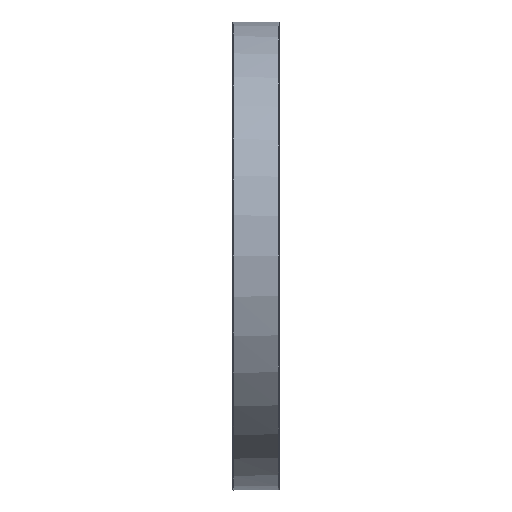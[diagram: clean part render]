
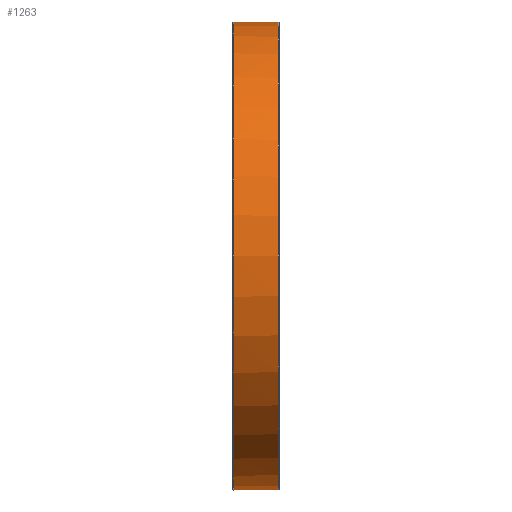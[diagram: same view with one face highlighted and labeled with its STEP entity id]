
A CAD part, front view. The second image highlights one B-rep face of the part: STEP entity #1263.
In plain terms, the highlighted cylindrical face has radius 126.5 mm (diameter 253 mm), a full revolution.
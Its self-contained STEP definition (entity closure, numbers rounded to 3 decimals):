
#685=CARTESIAN_POINT('',(24.5,-1.658,-126.489));
#686=VERTEX_POINT('',#685);
#702=CARTESIAN_POINT('',(24.5,1.658,-126.489));
#703=VERTEX_POINT('',#702);
#704=CARTESIAN_POINT('',(24.5,1.658,-126.489));
#705=CARTESIAN_POINT('',(24.327,1.397,-126.493));
#706=CARTESIAN_POINT('',(24.192,1.103,-126.496));
#707=CARTESIAN_POINT('',(24.108,0.799,-126.497));
#708=CARTESIAN_POINT('',(24.051,0.592,-126.499));
#709=CARTESIAN_POINT('',(24.017,0.38,-126.5));
#710=CARTESIAN_POINT('',(24.005,0.173,-126.5));
#711=CARTESIAN_POINT('',(23.995,-0.003,-126.5));
#712=CARTESIAN_POINT('',(24.,-0.175,-126.5));
#713=CARTESIAN_POINT('',(24.021,-0.353,-126.5));
#714=CARTESIAN_POINT('',(24.068,-0.747,-126.498));
#715=CARTESIAN_POINT('',(24.199,-1.148,-126.495));
#716=CARTESIAN_POINT('',(24.401,-1.499,-126.491));
#717=CARTESIAN_POINT('',(24.433,-1.553,-126.49));
#718=CARTESIAN_POINT('',(24.466,-1.606,-126.49));
#719=CARTESIAN_POINT('',(24.5,-1.658,-126.489));
#720=B_SPLINE_CURVE_WITH_KNOTS('',3,(#704,#705,#706,#707,#708,#709,#710,#711,#712,#713,#714,#715,#716,#717,#718,#719),.UNSPECIFIED.,.F.,.U.,(4,3,3,3,3,4),(0.284,0.374,0.435,0.487,0.602,0.62),.UNSPECIFIED.);
#721=EDGE_CURVE('',#703,#686,#720,.T.);
#1002=CARTESIAN_POINT('',(24.5,1.658,126.489));
#1003=VERTEX_POINT('',#1002);
#1004=CARTESIAN_POINT('',(24.5,0.0,0.0));
#1005=DIRECTION('',(1.0,0.0,0.0));
#1006=DIRECTION('',(0.0,-1.0,0.0));
#1007=AXIS2_PLACEMENT_3D('',#1004,#1005,#1006);
#1008=CIRCLE('',#1007,126.5);
#1009=EDGE_CURVE('',#703,#1003,#1008,.T.);
#1046=CARTESIAN_POINT('',(24.5,-1.658,126.489));
#1047=VERTEX_POINT('',#1046);
#1048=CARTESIAN_POINT('',(24.5,-1.658,126.489));
#1049=CARTESIAN_POINT('',(24.327,-1.397,126.493));
#1050=CARTESIAN_POINT('',(24.192,-1.103,126.496));
#1051=CARTESIAN_POINT('',(24.108,-0.799,126.497));
#1052=CARTESIAN_POINT('',(24.051,-0.592,126.499));
#1053=CARTESIAN_POINT('',(24.017,-0.38,126.5));
#1054=CARTESIAN_POINT('',(24.005,-0.173,126.5));
#1055=CARTESIAN_POINT('',(23.995,0.003,126.5));
#1056=CARTESIAN_POINT('',(24.,0.175,126.5));
#1057=CARTESIAN_POINT('',(24.021,0.353,126.5));
#1058=CARTESIAN_POINT('',(24.068,0.747,126.498));
#1059=CARTESIAN_POINT('',(24.199,1.148,126.495));
#1060=CARTESIAN_POINT('',(24.401,1.499,126.491));
#1061=CARTESIAN_POINT('',(24.433,1.553,126.49));
#1062=CARTESIAN_POINT('',(24.466,1.606,126.49));
#1063=CARTESIAN_POINT('',(24.5,1.658,126.489));
#1064=B_SPLINE_CURVE_WITH_KNOTS('',3,(#1048,#1049,#1050,#1051,#1052,#1053,#1054,#1055,#1056,#1057,#1058,#1059,#1060,#1061,#1062,#1063),.UNSPECIFIED.,.F.,.U.,(4,3,3,3,3,4),(0.284,0.374,0.435,0.487,0.602,0.62),.UNSPECIFIED.);
#1065=EDGE_CURVE('',#1047,#1003,#1064,.T.);
#1235=CARTESIAN_POINT('',(12.5,0.0,0.0));
#1236=DIRECTION('',(1.0,0.0,0.0));
#1237=DIRECTION('',(0.0,1.0,0.0));
#1238=AXIS2_PLACEMENT_3D('',#1235,#1236,#1237);
#1239=CYLINDRICAL_SURFACE('',#1238,126.5);
#1240=ORIENTED_EDGE('',*,*,#721,.T.);
#1241=CARTESIAN_POINT('',(24.5,0.0,0.0));
#1242=DIRECTION('',(1.0,0.0,0.0));
#1243=DIRECTION('',(0.0,-1.0,0.0));
#1244=AXIS2_PLACEMENT_3D('',#1241,#1242,#1243);
#1245=CIRCLE('',#1244,126.5);
#1246=EDGE_CURVE('',#1047,#686,#1245,.T.);
#1247=ORIENTED_EDGE('',*,*,#1246,.F.);
#1248=ORIENTED_EDGE('',*,*,#1065,.T.);
#1249=ORIENTED_EDGE('',*,*,#1009,.F.);
#1250=EDGE_LOOP('',(#1240,#1247,#1248,#1249));
#1251=FACE_OUTER_BOUND('',#1250,.T.);
#1252=CARTESIAN_POINT('',(0.5,126.5,0.));
#1253=VERTEX_POINT('',#1252);
#1254=CARTESIAN_POINT('',(0.5,0.0,0.0));
#1255=DIRECTION('',(-1.0,0.0,0.0));
#1256=DIRECTION('',(0.0,-1.0,0.0));
#1257=AXIS2_PLACEMENT_3D('',#1254,#1255,#1256);
#1258=CIRCLE('',#1257,126.5);
#1259=EDGE_CURVE('',#1253,#1253,#1258,.T.);
#1260=ORIENTED_EDGE('',*,*,#1259,.F.);
#1261=EDGE_LOOP('',(#1260));
#1262=FACE_BOUND('',#1261,.T.);
#1263=ADVANCED_FACE('',(#1251,#1262),#1239,.T.);
